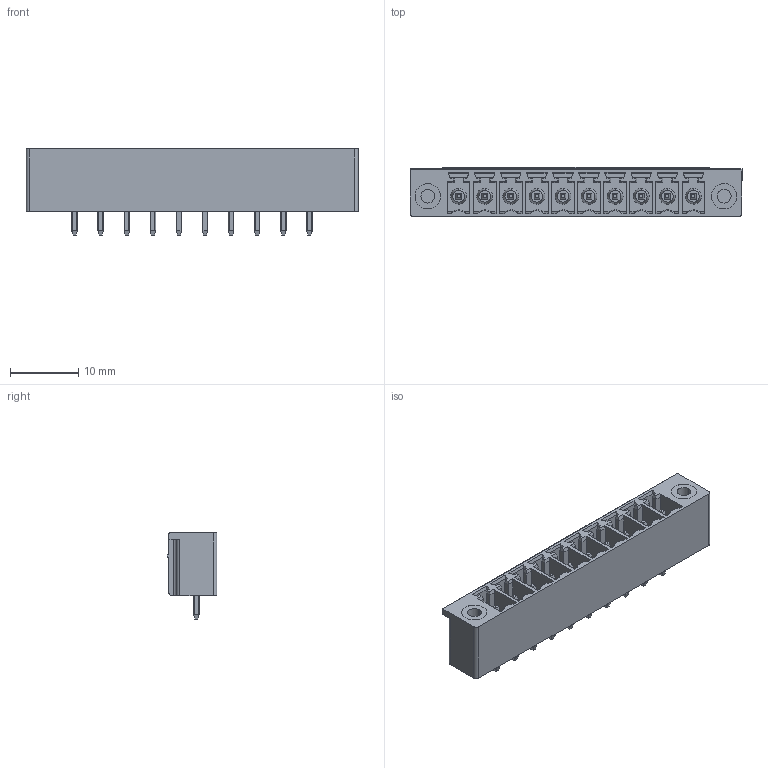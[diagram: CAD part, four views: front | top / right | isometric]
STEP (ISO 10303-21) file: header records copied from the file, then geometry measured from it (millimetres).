
FILE_DESCRIPTION(('STEP AP214'),'1');
FILE_NAME('cctmp_0EE90C95-4F1F-4234-A6C2-A01692CB6CCF_2023_02_22_10_50_22_0303_12036..stp','2023-02-22T10:50:22',('PHOENIX CONTACT Deutschland GmbH'),('CADClick - www.CADClick.com'),'Spatial InterOp 3D',' ','unknown authorization');
FILE_SCHEMA(('AUTOMOTIVE_DESIGN'));
Length unit declared in the file: millimetre
Products named in the file (12): 2023_02_22_10_50_21_0725; 2023_02_22_10_50_22_0303; 2023_02_22_10_50_22_0287; 2023_02_22_10_50_22_0272; 2023_02_22_10_50_22_0256; 2023_02_22_10_50_22_0241; 2023_02_22_10_50_22_0225; 2023_02_22_10_50_22_0209; 2023_02_22_10_50_22_0194; 2023_02_22_10_50_22_0178; 2023_02_22_10_50_22_0162; 2023_02_22_10_50_22_0084
Assembly tree (11 placements, depth 2):
  2023_02_22_10_50_21_0725
    2023_02_22_10_50_22_0303
    2023_02_22_10_50_22_0287
    2023_02_22_10_50_22_0272
    2023_02_22_10_50_22_0256
    2023_02_22_10_50_22_0241
    2023_02_22_10_50_22_0225
    2023_02_22_10_50_22_0209
    2023_02_22_10_50_22_0194
    2023_02_22_10_50_22_0178
    2023_02_22_10_50_22_0162
    2023_02_22_10_50_22_0084
Bounding box: 48.49 x 7.25 x 12.6 mm (x, y, z)
Volume: 1867.2 mm3; surface area: 3849 mm2
Topology: 11 solids, 11 shells, 1100 faces, 3033 edges, 1999 vertices
Faces by surface type: plane 904, cylinder 128, cone 48, sphere 20
Entity records: 69779 total; most frequent: CARTESIAN_POINT 9004, ORIENTED_EDGE 6026, STYLED_ITEM 5857, PRESENTATION_STYLE_ASSIGNMENT 5857, COLOUR_RGB 5857, DIRECTION 5360, EDGE_CURVE 3013, CURVE_STYLE 2916
